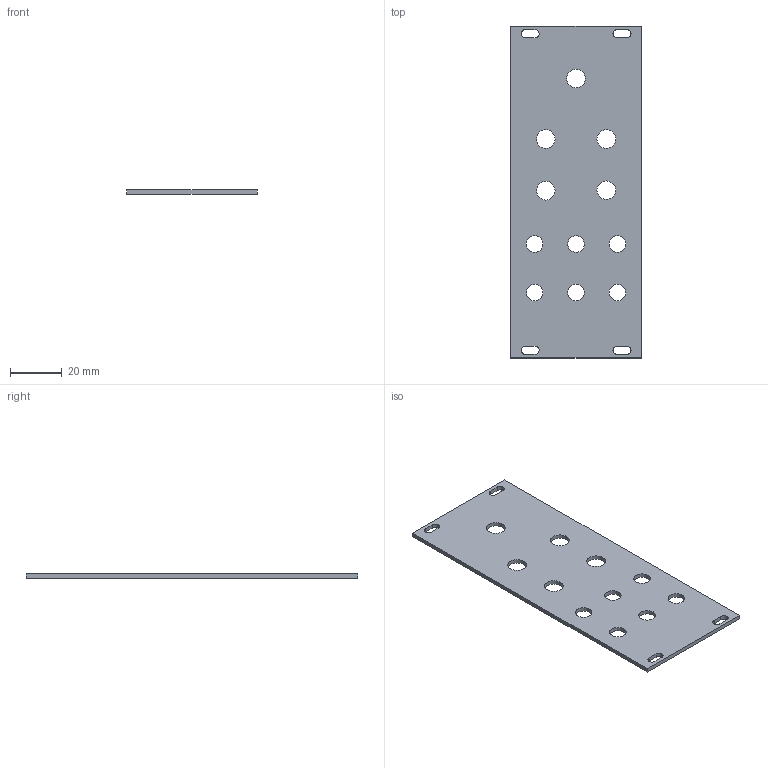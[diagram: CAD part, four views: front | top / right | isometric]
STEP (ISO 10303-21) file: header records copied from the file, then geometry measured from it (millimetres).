
FILE_DESCRIPTION(('KiCad electronic assembly'),'2;1');
FILE_NAME('VCO_INTERFACE_PANEL.step','2023-01-28T21:35:04',('Pcbnew'),( 'Kicad'),'Open CASCADE STEP processor 7.6','KiCad to STEP converter' ,'Unknown');
FILE_SCHEMA(('AUTOMOTIVE_DESIGN { 1 0 10303 214 1 1 1 1 }'));
Length unit declared in the file: millimetre
Products named in the file (2): VCO_INTERFACE_PANEL 1; _autosave-VCO_INTERFACE_PANEL PCB
Assembly tree (1 placements, depth 2):
  VCO_INTERFACE_PANEL 1
    _autosave-VCO_INTERFACE_PANEL PCB
Bounding box: 50.5 x 128.5 x 1.6 mm (x, y, z)
Volume: 9619 mm3; surface area: 13083.4 mm2
Topology: 1 solids, 1 shells, 33 faces, 93 edges, 62 vertices
Faces by surface type: cylinder 19, plane 14
Full cylindrical faces by diameter (mm): 6.4 x6, 7.2 x5
Entity records: 2515 total; most frequent: CARTESIAN_POINT 604, DIRECTION 349, LINE 203, VECTOR 203, ORIENTED_EDGE 186, PCURVE 186, DEFINITIONAL_REPRESENTATION 186, EDGE_CURVE 93
